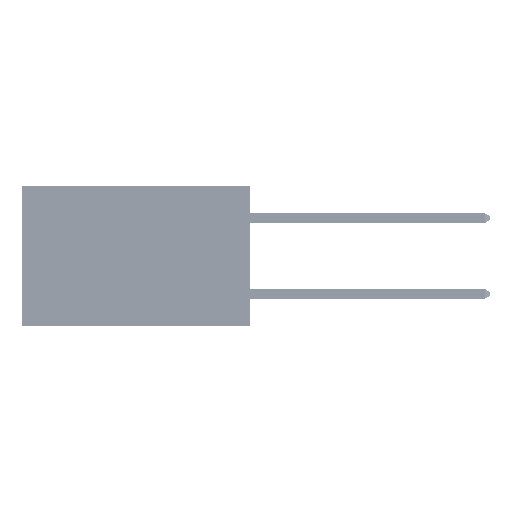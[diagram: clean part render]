
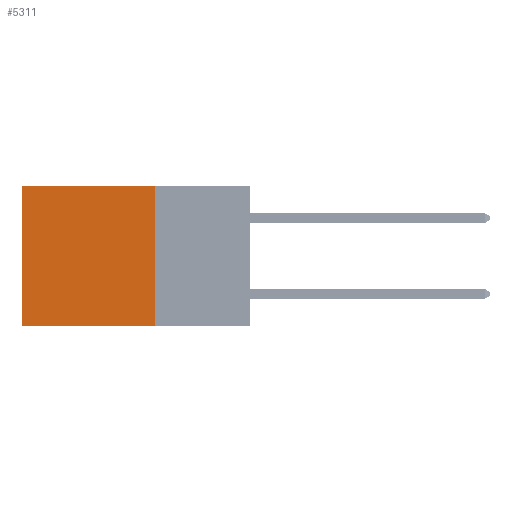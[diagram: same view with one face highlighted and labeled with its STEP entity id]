
A CAD part, left-side view. The second image highlights one B-rep face of the part: STEP entity #5311.
In plain terms, the highlighted planar face has unit normal (-1, 0, 0).
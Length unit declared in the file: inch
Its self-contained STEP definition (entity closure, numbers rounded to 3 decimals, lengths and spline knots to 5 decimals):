
#2647 = CARTESIAN_POINT ( 'NONE',  ( 0.2875, 0.25, 0. ) ) ;
#4287 = ORIENTED_EDGE ( 'NONE', *, *, #38967, .F. ) ;
#5311 = ADVANCED_FACE ( 'NONE', ( #39866 ), #38715, .F. ) ;
#10532 = AXIS2_PLACEMENT_3D ( 'NONE', #2647, #14830, #42668 ) ;
#12106 = VERTEX_POINT ( 'NONE', #29498 ) ;
#13081 = CARTESIAN_POINT ( 'NONE',  ( 0.2875, 0.6, 0. ) ) ;
#13393 = VERTEX_POINT ( 'NONE', #13081 ) ;
#13937 = VERTEX_POINT ( 'NONE', #16414 ) ;
#14078 = CARTESIAN_POINT ( 'NONE',  ( 0.2875, 0.25, 0. ) ) ;
#14250 = EDGE_CURVE ( 'NONE', #12106, #13937, #49006, .T. ) ;
#14830 = DIRECTION ( 'NONE',  ( 1., 0., 0. ) ) ;
#14841 = EDGE_CURVE ( 'NONE', #12106, #13393, #34700, .T. ) ;
#16414 = CARTESIAN_POINT ( 'NONE',  ( 0.2875, 0.25, -0.37 ) ) ;
#17306 = VECTOR ( 'NONE', #49721, 39.37008 ) ;
#18565 = ORIENTED_EDGE ( 'NONE', *, *, #50078, .T. ) ;
#21630 = VECTOR ( 'NONE', #38089, 39.37008 ) ;
#28046 = VECTOR ( 'NONE', #47146, 39.37008 ) ;
#29498 = CARTESIAN_POINT ( 'NONE',  ( 0.2875, 0.25, 0. ) ) ;
#29828 = DIRECTION ( 'NONE',  ( 0., 1., 0. ) ) ;
#31227 = VERTEX_POINT ( 'NONE', #33393 ) ;
#33393 = CARTESIAN_POINT ( 'NONE',  ( 0.2875, 0.6, -0.37 ) ) ;
#34086 = CARTESIAN_POINT ( 'NONE',  ( 0.2875, 0.25, 0. ) ) ;
#34700 = LINE ( 'NONE', #34086, #21630 ) ;
#38089 = DIRECTION ( 'NONE',  ( 0., 1., 0. ) ) ;
#38270 = VECTOR ( 'NONE', #29828, 39.37008 ) ;
#38715 = PLANE ( 'NONE',  #10532 ) ;
#38967 = EDGE_CURVE ( 'NONE', #13937, #31227, #46285, .T. ) ;
#39866 = FACE_OUTER_BOUND ( 'NONE', #42470, .T. ) ;
#41070 = ORIENTED_EDGE ( 'NONE', *, *, #14250, .F. ) ;
#42470 = EDGE_LOOP ( 'NONE', ( #18565, #4287, #41070, #49049 ) ) ;
#42668 = DIRECTION ( 'NONE',  ( 0., 0., -1. ) ) ;
#43174 = CARTESIAN_POINT ( 'NONE',  ( 0.2875, 0.6, 0. ) ) ;
#46285 = LINE ( 'NONE', #49536, #38270 ) ;
#47146 = DIRECTION ( 'NONE',  ( 0., 0., -1. ) ) ;
#49006 = LINE ( 'NONE', #14078, #17306 ) ;
#49049 = ORIENTED_EDGE ( 'NONE', *, *, #14841, .T. ) ;
#49089 = LINE ( 'NONE', #43174, #28046 ) ;
#49536 = CARTESIAN_POINT ( 'NONE',  ( 0.2875, 0.25, -0.37 ) ) ;
#49721 = DIRECTION ( 'NONE',  ( 0., 0., -1. ) ) ;
#50078 = EDGE_CURVE ( 'NONE', #13393, #31227, #49089, .T. ) ;
